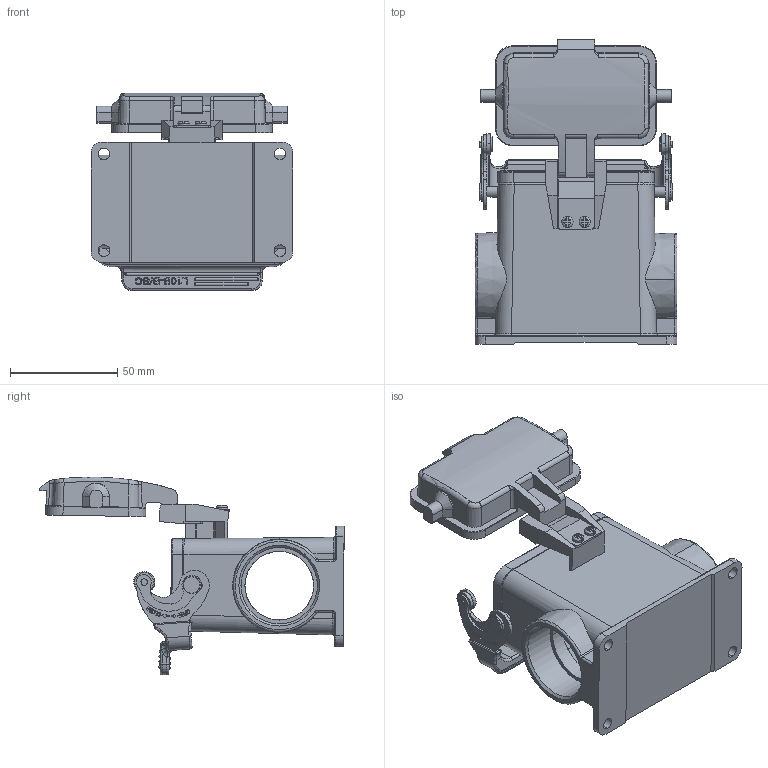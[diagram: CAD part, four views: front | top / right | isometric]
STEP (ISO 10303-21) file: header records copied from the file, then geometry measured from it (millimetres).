
FILE_DESCRIPTION(/* description */ (''),/* implementation_level */ '2;1');
FILE_NAME(/* name */ '3D_1240102615032_HV10B-SFH-1L_SC-CV-2PG29_V1.1.stp',/* time_stamp */ '2023-12-06T14:11:36+08:00',/* author */ (''),/* organization */ (''),/* preprocessor_version */ 'ST-DEVELOPER v18.1',/* originating_system */ 'SIEMENS PLM Software NX 1980',/* authorisation */ '');
FILE_SCHEMA (('AUTOMOTIVE_DESIGN { 1 0 10303 214 3 1 1 1 }'));
Products named in the file (1): 145909B0FC6886m1
Bounding box: 94.02 x 141.78 x 92.08 mm (x, y, z)
Volume: 111.6 mm3; surface area: 74800.6 mm2
Topology: 13 solids, 16 shells, 1439 faces, 4044 edges, 2677 vertices
Faces by surface type: cylinder 614, plane 609, torus 85, cone 54, extrusion 34, bspline 25, sphere 18
Full cylindrical faces by diameter (mm): 32 x1, 35.6 x1
Entity records: 50319 total; most frequent: CARTESIAN_POINT 15118, ORIENTED_EDGE 7944, DIRECTION 6312, EDGE_CURVE 3988, VERTEX_POINT 2662, AXIS2_PLACEMENT_3D 2306, VECTOR 1700, LINE 1666
